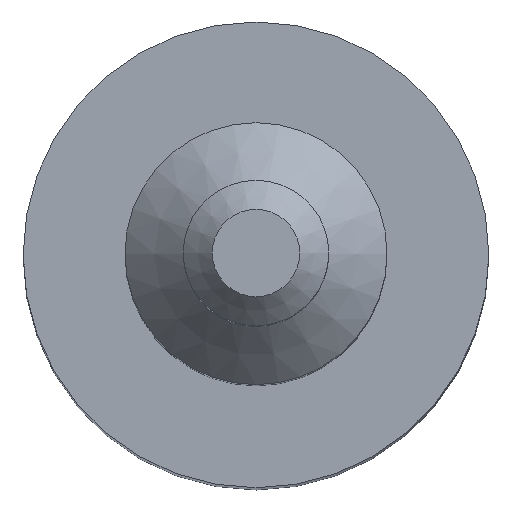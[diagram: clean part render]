
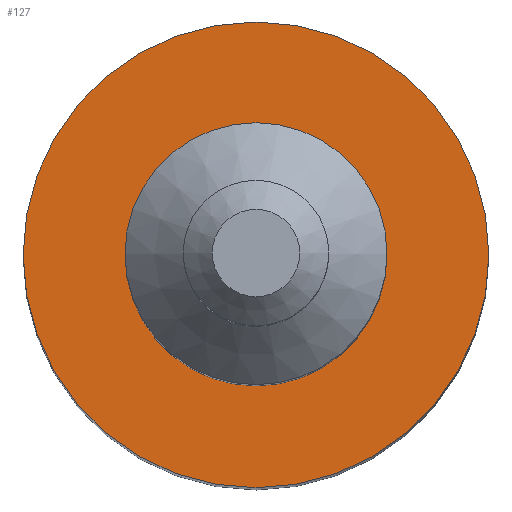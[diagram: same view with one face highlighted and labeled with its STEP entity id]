
A CAD part, top view. The second image highlights one B-rep face of the part: STEP entity #127.
In plain terms, the highlighted planar face has unit normal (0, 0, 1).
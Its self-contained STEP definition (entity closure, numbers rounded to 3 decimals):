
#15=PLANE($,#151);
#28=FACE_BOUND($,#58,.T.);
#29=FACE_BOUND($,#59,.T.);
#58=EDGE_LOOP($,(#108));
#59=EDGE_LOOP($,(#109));
#64=CIRCLE($,#140,2.25);
#69=CIRCLE($,#150,4.);
#74=VERTEX_POINT($,#210);
#79=VERTEX_POINT($,#225);
#84=EDGE_CURVE($,#74,#74,#64,.T.);
#89=EDGE_CURVE($,#79,#79,#69,.T.);
#108=ORIENTED_EDGE($,*,*,#84,.T.);
#109=ORIENTED_EDGE($,*,*,#89,.F.);
#127=ADVANCED_FACE($,(#28,#29),#15,.F.);
#140=AXIS2_PLACEMENT_3D($,#211,#172,#173);
#150=AXIS2_PLACEMENT_3D($,#226,#192,#193);
#151=AXIS2_PLACEMENT_3D($,#227,#194,#195);
#172=DIRECTION('center_axis',(0.,0.,-1.));
#173=DIRECTION('ref_axis',(-1.,0.,0.));
#192=DIRECTION('center_axis',(0.,0.,-1.));
#193=DIRECTION('ref_axis',(-1.,0.,0.));
#194=DIRECTION('center_axis',(0.,0.,-1.));
#195=DIRECTION('ref_axis',(-1.,0.,0.));
#210=CARTESIAN_POINT('',(2.25,0.,22.));
#211=CARTESIAN_POINT('Origin',(0.,0.,22.));
#225=CARTESIAN_POINT('',(4.,0.,22.));
#226=CARTESIAN_POINT('Origin',(0.,0.,22.));
#227=CARTESIAN_POINT('Origin',(0.,0.,22.));
